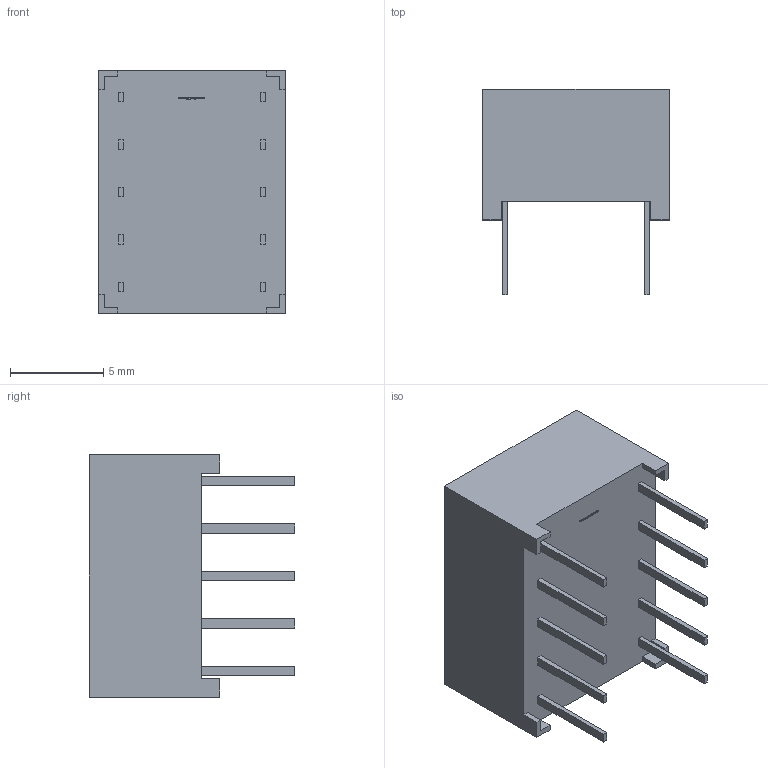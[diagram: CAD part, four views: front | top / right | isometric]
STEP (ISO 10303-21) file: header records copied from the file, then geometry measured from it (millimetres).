
FILE_DESCRIPTION (( 'STEP AP214' ), '1' );
FILE_NAME ('XDxx08.STEP', '2015-08-25T17:21:41', ( '' ), ( '' ), 'SwSTEP 2.0', 'SolidWorks 2012', '' );
FILE_SCHEMA (( 'AUTOMOTIVE_DESIGN' ));
Length unit declared in the file: millimetre
Products named in the file (1): XDxx08
Bounding box: 10 x 11 x 13 mm (x, y, z)
Volume: 785.2 mm3; surface area: 634.6 mm2
Topology: 1 solids, 1 shells, 318 faces, 846 edges, 564 vertices
Faces by surface type: plane 248, bspline 68, cylinder 2
Entity records: 15288 total; most frequent: CARTESIAN_POINT 4925, ORIENTED_EDGE 1692, DIRECTION 1216, EDGE_CURVE 846, LINE 706, VECTOR 706, VERTEX_POINT 564, EDGE_LOOP 352
